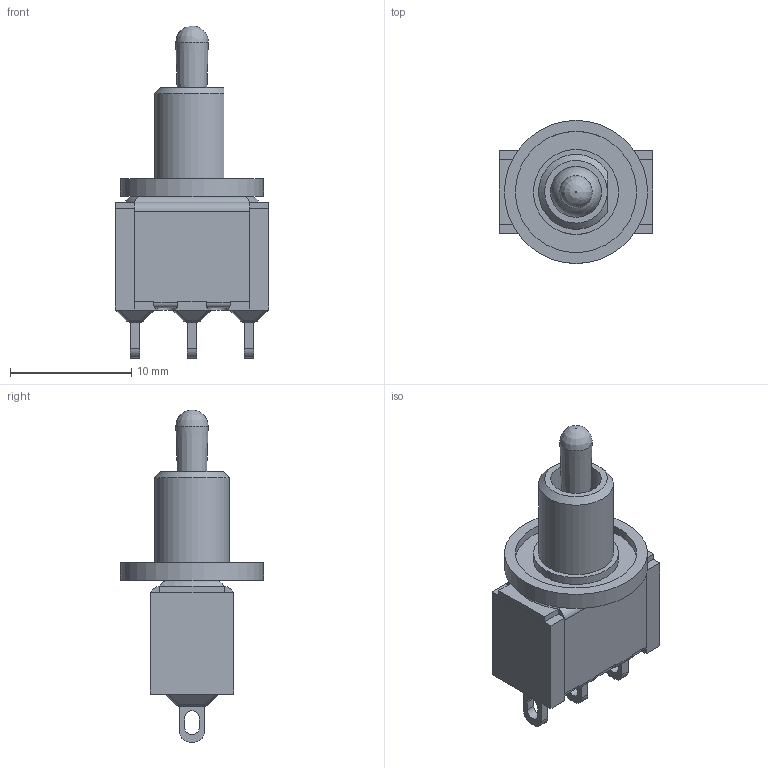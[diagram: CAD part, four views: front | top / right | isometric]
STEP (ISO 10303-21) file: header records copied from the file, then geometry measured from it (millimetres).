
FILE_DESCRIPTION(/* description */ (''),/* implementation_level */ '2;1');
FILE_NAME(/* name */ '100SPxT2B9M1xE.stp',/* time_stamp */ '2023-02-21T16:40:08-06:00',/* author */ ('mwilliams'),/* organization */ (''),/* preprocessor_version */ 'ST-DEVELOPER v18',/* originating_system */ 'Autodesk Inventor 2020',/* authorisation */ '');
FILE_SCHEMA (('AUTOMOTIVE_DESIGN { 1 0 10303 214 3 1 1 }'));
Length unit declared in the file: inch
Products named in the file (1): T113053_Shrinkwrap_1
Bounding box: 12.7 x 11.81 x 27.4 mm (x, y, z)
Volume: 1131.7 mm3; surface area: 1172.7 mm2
Topology: 2 solids, 2 shells, 215 faces, 532 edges, 320 vertices
Faces by surface type: plane 142, cylinder 54, sphere 14, cone 2, torus 2, bspline 1
Full cylindrical faces by diameter (mm): 4.2 x2, 7.01 x1, 10.01 x1, 11.81 x1
Entity records: 6524 total; most frequent: CARTESIAN_POINT 1137, DIRECTION 1076, ORIENTED_EDGE 1038, EDGE_CURVE 519, LINE 382, VECTOR 382, AXIS2_PLACEMENT_3D 347, VERTEX_POINT 320
